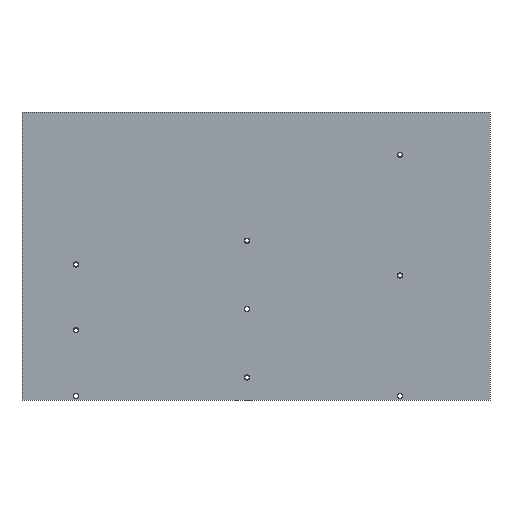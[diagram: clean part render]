
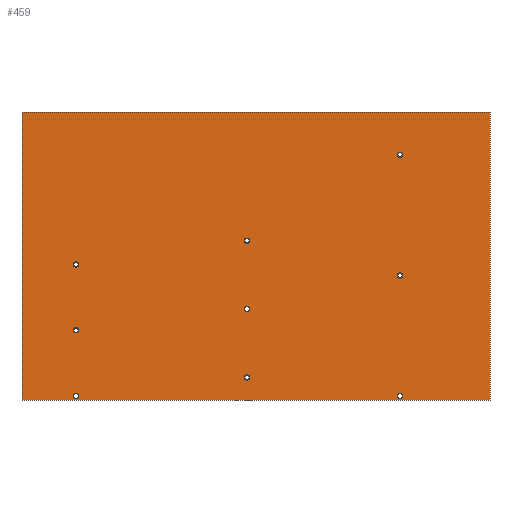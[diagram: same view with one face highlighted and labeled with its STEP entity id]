
A CAD part, front view. The second image highlights one B-rep face of the part: STEP entity #459.
In plain terms, the highlighted planar face has unit normal (0, -1, 0).
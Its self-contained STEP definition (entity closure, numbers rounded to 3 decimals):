
#2=DIRECTION('',(-1.,0.,0.));
#3=VECTOR('',#2,260.);
#4=CARTESIAN_POINT('',(130.,0.,-80.));
#5=LINE('',#4,#3);
#6=DIRECTION('',(0.,0.,1.));
#7=VECTOR('',#6,160.);
#8=CARTESIAN_POINT('',(-130.,0.,-80.));
#9=LINE('',#8,#7);
#10=DIRECTION('',(1.,0.,0.));
#11=VECTOR('',#10,260.);
#12=CARTESIAN_POINT('',(-130.,0.,80.));
#13=LINE('',#12,#11);
#14=DIRECTION('',(0.,0.,-1.));
#15=VECTOR('',#14,160.);
#16=CARTESIAN_POINT('',(130.,0.,80.));
#17=LINE('',#16,#15);
#18=CARTESIAN_POINT('',(-100.,0.,-77.75));
#19=DIRECTION('',(0.,1.,0.));
#20=DIRECTION('',(1.,0.,0.));
#21=AXIS2_PLACEMENT_3D('',#18,#19,#20);
#23=CARTESIAN_POINT('',(-100.,0.,-77.75));
#24=DIRECTION('',(0.,1.,0.));
#25=DIRECTION('',(-1.,0.,0.));
#26=AXIS2_PLACEMENT_3D('',#23,#24,#25);
#28=CARTESIAN_POINT('',(-100.,0.,-41.25));
#29=DIRECTION('',(0.,1.,0.));
#30=DIRECTION('',(1.,0.,0.));
#31=AXIS2_PLACEMENT_3D('',#28,#29,#30);
#33=CARTESIAN_POINT('',(-100.,0.,-41.25));
#34=DIRECTION('',(0.,1.,0.));
#35=DIRECTION('',(-1.,0.,0.));
#36=AXIS2_PLACEMENT_3D('',#33,#34,#35);
#38=CARTESIAN_POINT('',(-100.,0.,-4.75));
#39=DIRECTION('',(0.,1.,0.));
#40=DIRECTION('',(1.,0.,0.));
#41=AXIS2_PLACEMENT_3D('',#38,#39,#40);
#43=CARTESIAN_POINT('',(-100.,0.,-4.75));
#44=DIRECTION('',(0.,1.,0.));
#45=DIRECTION('',(-1.,0.,0.));
#46=AXIS2_PLACEMENT_3D('',#43,#44,#45);
#48=CARTESIAN_POINT('',(-5.,0.,-67.5));
#49=DIRECTION('',(0.,1.,0.));
#50=DIRECTION('',(1.,0.,0.));
#51=AXIS2_PLACEMENT_3D('',#48,#49,#50);
#53=CARTESIAN_POINT('',(-5.,0.,-67.5));
#54=DIRECTION('',(0.,1.,0.));
#55=DIRECTION('',(-1.,0.,0.));
#56=AXIS2_PLACEMENT_3D('',#53,#54,#55);
#58=CARTESIAN_POINT('',(-5.,0.,-29.5));
#59=DIRECTION('',(0.,1.,0.));
#60=DIRECTION('',(1.,0.,0.));
#61=AXIS2_PLACEMENT_3D('',#58,#59,#60);
#63=CARTESIAN_POINT('',(-5.,0.,-29.5));
#64=DIRECTION('',(0.,1.,0.));
#65=DIRECTION('',(-1.,0.,0.));
#66=AXIS2_PLACEMENT_3D('',#63,#64,#65);
#68=CARTESIAN_POINT('',(-5.,0.,8.5));
#69=DIRECTION('',(0.,1.,0.));
#70=DIRECTION('',(1.,0.,0.));
#71=AXIS2_PLACEMENT_3D('',#68,#69,#70);
#73=CARTESIAN_POINT('',(-5.,0.,8.5));
#74=DIRECTION('',(0.,1.,0.));
#75=DIRECTION('',(-1.,0.,0.));
#76=AXIS2_PLACEMENT_3D('',#73,#74,#75);
#78=CARTESIAN_POINT('',(80.,0.,-77.75));
#79=DIRECTION('',(0.,1.,0.));
#80=DIRECTION('',(1.,0.,0.));
#81=AXIS2_PLACEMENT_3D('',#78,#79,#80);
#83=CARTESIAN_POINT('',(80.,0.,-77.75));
#84=DIRECTION('',(0.,1.,0.));
#85=DIRECTION('',(-1.,0.,0.));
#86=AXIS2_PLACEMENT_3D('',#83,#84,#85);
#88=CARTESIAN_POINT('',(80.,0.,-10.75));
#89=DIRECTION('',(0.,1.,0.));
#90=DIRECTION('',(1.,0.,0.));
#91=AXIS2_PLACEMENT_3D('',#88,#89,#90);
#93=CARTESIAN_POINT('',(80.,0.,-10.75));
#94=DIRECTION('',(0.,1.,0.));
#95=DIRECTION('',(-1.,0.,0.));
#96=AXIS2_PLACEMENT_3D('',#93,#94,#95);
#98=CARTESIAN_POINT('',(80.,0.,56.25));
#99=DIRECTION('',(0.,1.,0.));
#100=DIRECTION('',(1.,0.,0.));
#101=AXIS2_PLACEMENT_3D('',#98,#99,#100);
#103=CARTESIAN_POINT('',(80.,0.,56.25));
#104=DIRECTION('',(0.,1.,0.));
#105=DIRECTION('',(-1.,0.,0.));
#106=AXIS2_PLACEMENT_3D('',#103,#104,#105);
#302=CARTESIAN_POINT('',(130.,0.,-80.));
#303=CARTESIAN_POINT('',(-130.,0.,-80.));
#304=VERTEX_POINT('',#302);
#305=VERTEX_POINT('',#303);
#306=CARTESIAN_POINT('',(-130.,0.,80.));
#307=VERTEX_POINT('',#306);
#308=CARTESIAN_POINT('',(130.,0.,80.));
#309=VERTEX_POINT('',#308);
#318=CARTESIAN_POINT('',(-98.75,0.,-77.75));
#319=CARTESIAN_POINT('',(-101.25,0.,-77.75));
#320=VERTEX_POINT('',#318);
#321=VERTEX_POINT('',#319);
#326=CARTESIAN_POINT('',(-3.75,0.,-67.5));
#327=CARTESIAN_POINT('',(-6.25,0.,-67.5));
#328=VERTEX_POINT('',#326);
#329=VERTEX_POINT('',#327);
#334=CARTESIAN_POINT('',(-98.75,0.,-41.25));
#335=CARTESIAN_POINT('',(-101.25,0.,-41.25));
#336=VERTEX_POINT('',#334);
#337=VERTEX_POINT('',#335);
#342=CARTESIAN_POINT('',(-98.75,0.,-4.75));
#343=CARTESIAN_POINT('',(-101.25,0.,-4.75));
#344=VERTEX_POINT('',#342);
#345=VERTEX_POINT('',#343);
#350=CARTESIAN_POINT('',(-3.75,0.,-29.5));
#351=CARTESIAN_POINT('',(-6.25,0.,-29.5));
#352=VERTEX_POINT('',#350);
#353=VERTEX_POINT('',#351);
#358=CARTESIAN_POINT('',(-3.75,0.,8.5));
#359=CARTESIAN_POINT('',(-6.25,0.,8.5));
#360=VERTEX_POINT('',#358);
#361=VERTEX_POINT('',#359);
#366=CARTESIAN_POINT('',(81.25,0.,-77.75));
#367=CARTESIAN_POINT('',(78.75,0.,-77.75));
#368=VERTEX_POINT('',#366);
#369=VERTEX_POINT('',#367);
#374=CARTESIAN_POINT('',(81.25,0.,-10.75));
#375=CARTESIAN_POINT('',(78.75,0.,-10.75));
#376=VERTEX_POINT('',#374);
#377=VERTEX_POINT('',#375);
#382=CARTESIAN_POINT('',(81.25,0.,56.25));
#383=CARTESIAN_POINT('',(78.75,0.,56.25));
#384=VERTEX_POINT('',#382);
#385=VERTEX_POINT('',#383);
#390=CARTESIAN_POINT('',(0.,0.,0.));
#391=DIRECTION('',(0.,1.,0.));
#392=DIRECTION('',(1.,0.,0.));
#393=AXIS2_PLACEMENT_3D('',#390,#391,#392);
#394=PLANE('',#393);
#396=ORIENTED_EDGE('',*,*,#395,.T.);
#398=ORIENTED_EDGE('',*,*,#397,.T.);
#400=ORIENTED_EDGE('',*,*,#399,.T.);
#402=ORIENTED_EDGE('',*,*,#401,.T.);
#403=EDGE_LOOP('',(#396,#398,#400,#402));
#404=FACE_OUTER_BOUND('',#403,.F.);
#406=ORIENTED_EDGE('',*,*,#405,.F.);
#408=ORIENTED_EDGE('',*,*,#407,.F.);
#409=EDGE_LOOP('',(#406,#408));
#410=FACE_BOUND('',#409,.F.);
#412=ORIENTED_EDGE('',*,*,#411,.F.);
#414=ORIENTED_EDGE('',*,*,#413,.F.);
#415=EDGE_LOOP('',(#412,#414));
#416=FACE_BOUND('',#415,.F.);
#418=ORIENTED_EDGE('',*,*,#417,.F.);
#420=ORIENTED_EDGE('',*,*,#419,.F.);
#421=EDGE_LOOP('',(#418,#420));
#422=FACE_BOUND('',#421,.F.);
#424=ORIENTED_EDGE('',*,*,#423,.F.);
#426=ORIENTED_EDGE('',*,*,#425,.F.);
#427=EDGE_LOOP('',(#424,#426));
#428=FACE_BOUND('',#427,.F.);
#430=ORIENTED_EDGE('',*,*,#429,.F.);
#432=ORIENTED_EDGE('',*,*,#431,.F.);
#433=EDGE_LOOP('',(#430,#432));
#434=FACE_BOUND('',#433,.F.);
#436=ORIENTED_EDGE('',*,*,#435,.F.);
#438=ORIENTED_EDGE('',*,*,#437,.F.);
#439=EDGE_LOOP('',(#436,#438));
#440=FACE_BOUND('',#439,.F.);
#442=ORIENTED_EDGE('',*,*,#441,.F.);
#444=ORIENTED_EDGE('',*,*,#443,.F.);
#445=EDGE_LOOP('',(#442,#444));
#446=FACE_BOUND('',#445,.F.);
#448=ORIENTED_EDGE('',*,*,#447,.F.);
#450=ORIENTED_EDGE('',*,*,#449,.F.);
#451=EDGE_LOOP('',(#448,#450));
#452=FACE_BOUND('',#451,.F.);
#454=ORIENTED_EDGE('',*,*,#453,.F.);
#456=ORIENTED_EDGE('',*,*,#455,.F.);
#457=EDGE_LOOP('',(#454,#456));
#458=FACE_BOUND('',#457,.F.);
#459=ADVANCED_FACE('',(#404,#410,#416,#422,#428,#434,#440,#446,#452,#458),#394,
.F.);
#22=CIRCLE('',#21,1.25);
#27=CIRCLE('',#26,1.25);
#32=CIRCLE('',#31,1.25);
#37=CIRCLE('',#36,1.25);
#42=CIRCLE('',#41,1.25);
#47=CIRCLE('',#46,1.25);
#52=CIRCLE('',#51,1.25);
#57=CIRCLE('',#56,1.25);
#62=CIRCLE('',#61,1.25);
#67=CIRCLE('',#66,1.25);
#72=CIRCLE('',#71,1.25);
#77=CIRCLE('',#76,1.25);
#82=CIRCLE('',#81,1.25);
#87=CIRCLE('',#86,1.25);
#92=CIRCLE('',#91,1.25);
#97=CIRCLE('',#96,1.25);
#102=CIRCLE('',#101,1.25);
#107=CIRCLE('',#106,1.25);
#395=EDGE_CURVE('',#304,#305,#5,.T.);
#397=EDGE_CURVE('',#305,#307,#9,.T.);
#399=EDGE_CURVE('',#307,#309,#13,.T.);
#401=EDGE_CURVE('',#309,#304,#17,.T.);
#405=EDGE_CURVE('',#320,#321,#22,.T.);
#407=EDGE_CURVE('',#321,#320,#27,.T.);
#411=EDGE_CURVE('',#336,#337,#32,.T.);
#413=EDGE_CURVE('',#337,#336,#37,.T.);
#417=EDGE_CURVE('',#344,#345,#42,.T.);
#419=EDGE_CURVE('',#345,#344,#47,.T.);
#423=EDGE_CURVE('',#328,#329,#52,.T.);
#425=EDGE_CURVE('',#329,#328,#57,.T.);
#429=EDGE_CURVE('',#352,#353,#62,.T.);
#431=EDGE_CURVE('',#353,#352,#67,.T.);
#435=EDGE_CURVE('',#360,#361,#72,.T.);
#437=EDGE_CURVE('',#361,#360,#77,.T.);
#441=EDGE_CURVE('',#368,#369,#82,.T.);
#443=EDGE_CURVE('',#369,#368,#87,.T.);
#447=EDGE_CURVE('',#376,#377,#92,.T.);
#449=EDGE_CURVE('',#377,#376,#97,.T.);
#453=EDGE_CURVE('',#384,#385,#102,.T.);
#455=EDGE_CURVE('',#385,#384,#107,.T.);
